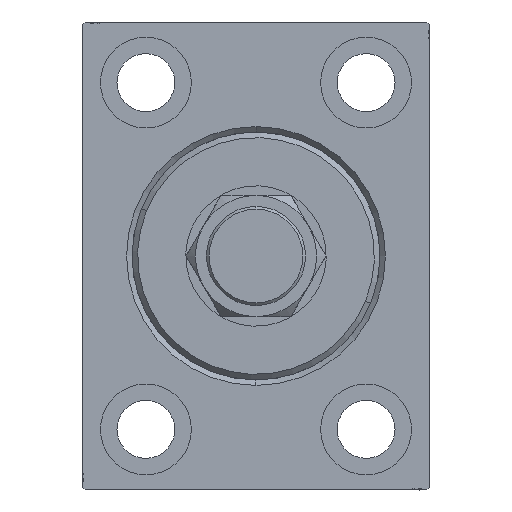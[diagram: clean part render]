
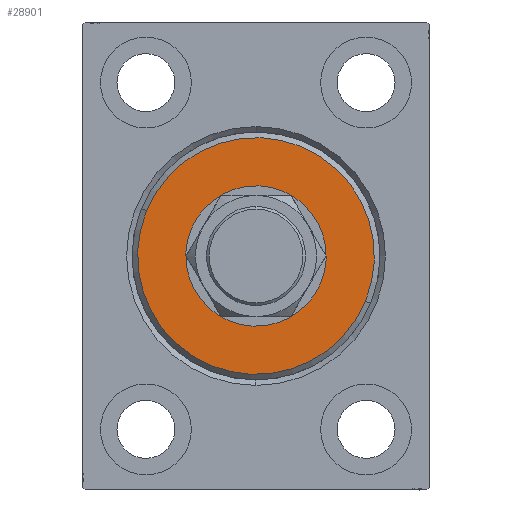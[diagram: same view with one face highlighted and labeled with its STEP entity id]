
A CAD part, left-side view. The second image highlights one B-rep face of the part: STEP entity #28901.
In plain terms, the highlighted face is planar.
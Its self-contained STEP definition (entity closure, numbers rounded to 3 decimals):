
#792 = DIRECTION ( 'NONE',  ( 0., 0., -1. ) ) ;
#1855 = DIRECTION ( 'NONE',  ( 0., 0., -1. ) ) ;
#2054 = DIRECTION ( 'NONE',  ( -1., 0., 0. ) ) ;
#3777 = EDGE_CURVE ( 'NONE', #35456, #23030, #28658, .T. ) ;
#6227 = ORIENTED_EDGE ( 'NONE', *, *, #3777, .T. ) ;
#6320 = CARTESIAN_POINT ( 'NONE',  ( 3., 0., 0. ) ) ;
#8192 = ORIENTED_EDGE ( 'NONE', *, *, #26079, .T. ) ;
#11769 = AXIS2_PLACEMENT_3D ( 'NONE', #40041, #29444, #792 ) ;
#15221 = EDGE_CURVE ( 'NONE', #23030, #35456, #35958, .T. ) ;
#15617 = CARTESIAN_POINT ( 'NONE',  ( 3., 0., 0. ) ) ;
#15635 = AXIS2_PLACEMENT_3D ( 'NONE', #19272, #2054, #44075 ) ;
#16068 = DIRECTION ( 'NONE',  ( 1., 0., 0. ) ) ;
#16655 = EDGE_LOOP ( 'NONE', ( #26411, #6227 ) ) ;
#18757 = CIRCLE ( 'NONE', #42989, 12.75 ) ;
#18850 = CARTESIAN_POINT ( 'NONE',  ( 3., 0., -12.75 ) ) ;
#19272 = CARTESIAN_POINT ( 'NONE',  ( 3., 0., 0. ) ) ;
#22044 = FACE_BOUND ( 'NONE', #44648, .T. ) ;
#22942 = DIRECTION ( 'NONE',  ( -1., 0., 0. ) ) ;
#23030 = VERTEX_POINT ( 'NONE', #32117 ) ;
#23129 = ORIENTED_EDGE ( 'NONE', *, *, #33750, .T. ) ;
#24825 = DIRECTION ( 'NONE',  ( 0., 0., -1. ) ) ;
#25941 = AXIS2_PLACEMENT_3D ( 'NONE', #15617, #16068, #43652 ) ;
#26079 = EDGE_CURVE ( 'NONE', #35701, #28966, #40558, .T. ) ;
#26411 = ORIENTED_EDGE ( 'NONE', *, *, #15221, .T. ) ;
#28658 = CIRCLE ( 'NONE', #34553, 21.5 ) ;
#28901 = ADVANCED_FACE ( 'NONE', ( #32603, #22044 ), #40197, .T. ) ;
#28966 = VERTEX_POINT ( 'NONE', #18850 ) ;
#29444 = DIRECTION ( 'NONE',  ( 1., 0., 0. ) ) ;
#32117 = CARTESIAN_POINT ( 'NONE',  ( 3., 0., 21.5 ) ) ;
#32603 = FACE_OUTER_BOUND ( 'NONE', #16655, .T. ) ;
#33269 = CARTESIAN_POINT ( 'NONE',  ( 3., 0., -21.5 ) ) ;
#33292 = CARTESIAN_POINT ( 'NONE',  ( 3., 0., 0. ) ) ;
#33750 = EDGE_CURVE ( 'NONE', #28966, #35701, #18757, .T. ) ;
#34553 = AXIS2_PLACEMENT_3D ( 'NONE', #6320, #45133, #24825 ) ;
#35456 = VERTEX_POINT ( 'NONE', #33269 ) ;
#35701 = VERTEX_POINT ( 'NONE', #42791 ) ;
#35958 = CIRCLE ( 'NONE', #11769, 21.5 ) ;
#40041 = CARTESIAN_POINT ( 'NONE',  ( 3., 0., 0. ) ) ;
#40197 = PLANE ( 'NONE',  #25941 ) ;
#40558 = CIRCLE ( 'NONE', #15635, 12.75 ) ;
#42791 = CARTESIAN_POINT ( 'NONE',  ( 3., 0., 12.75 ) ) ;
#42989 = AXIS2_PLACEMENT_3D ( 'NONE', #33292, #22942, #1855 ) ;
#43652 = DIRECTION ( 'NONE',  ( 0., 0., -1. ) ) ;
#44075 = DIRECTION ( 'NONE',  ( 0., 0., -1. ) ) ;
#44648 = EDGE_LOOP ( 'NONE', ( #8192, #23129 ) ) ;
#45133 = DIRECTION ( 'NONE',  ( 1., 0., 0. ) ) ;
